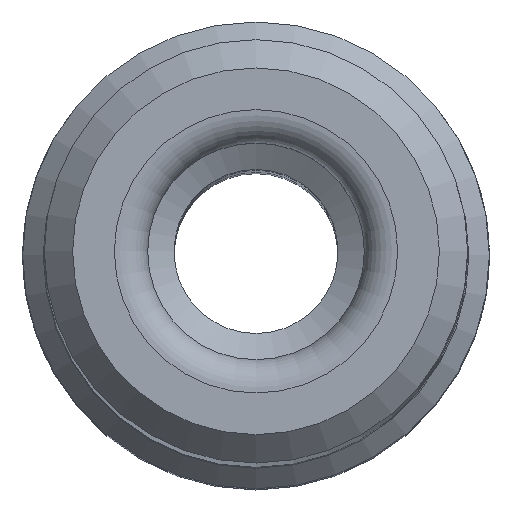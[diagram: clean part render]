
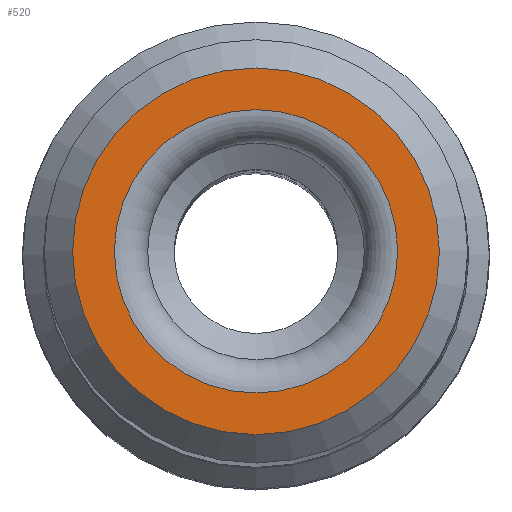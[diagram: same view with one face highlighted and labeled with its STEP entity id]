
A CAD part, top view. The second image highlights one B-rep face of the part: STEP entity #520.
In plain terms, the highlighted planar face has unit normal (0, 0, 1).
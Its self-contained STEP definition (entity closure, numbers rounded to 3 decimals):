
#24=PLANE('',#570);
#90=ORIENTED_EDGE('',*,*,#146,.F.);
#91=ORIENTED_EDGE('',*,*,#147,.T.);
#146=EDGE_CURVE('',#179,#179,#200,.T.);
#147=EDGE_CURVE('',#180,#180,#201,.F.);
#179=VERTEX_POINT('',#765);
#180=VERTEX_POINT('',#767);
#200=CIRCLE('',#571,4.25);
#201=CIRCLE('',#572,5.5);
#233=EDGE_LOOP('',(#90));
#234=EDGE_LOOP('',(#91));
#283=FACE_BOUND('',#233,.T.);
#284=FACE_BOUND('',#234,.T.);
#520=ADVANCED_FACE('',(#283,#284),#24,.F.);
#570=AXIS2_PLACEMENT_3D('',#763,#658,#659);
#571=AXIS2_PLACEMENT_3D('',#764,#660,#661);
#572=AXIS2_PLACEMENT_3D('',#766,#662,#663);
#658=DIRECTION('',(0.,0.,-1.));
#659=DIRECTION('',(-1.,0.,0.));
#660=DIRECTION('',(0.,0.,1.));
#661=DIRECTION('',(1.,0.,0.));
#662=DIRECTION('',(0.,0.,-1.));
#663=DIRECTION('',(-1.,0.,0.));
#763=CARTESIAN_POINT('',(6.35,0.,98.6));
#764=CARTESIAN_POINT('',(0.,0.,98.6));
#765=CARTESIAN_POINT('',(4.25,0.,98.6));
#766=CARTESIAN_POINT('',(0.,0.,98.6));
#767=CARTESIAN_POINT('',(-5.5,0.,98.6));
